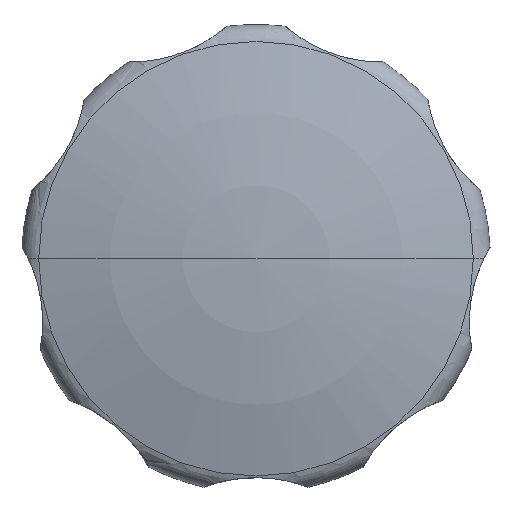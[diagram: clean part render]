
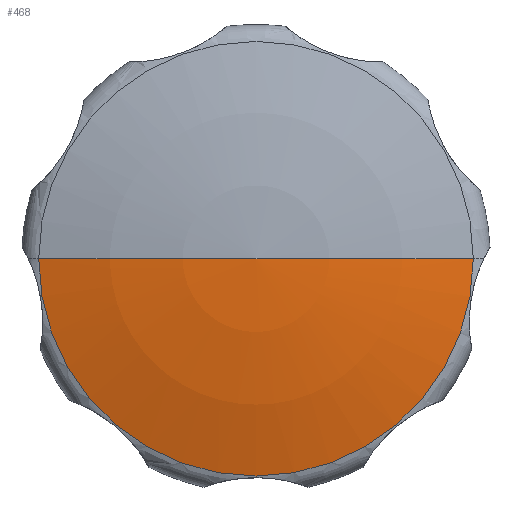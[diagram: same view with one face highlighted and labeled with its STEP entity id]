
A CAD part, top view. The second image highlights one B-rep face of the part: STEP entity #468.
In plain terms, the highlighted spherical face has radius 67.309 mm.
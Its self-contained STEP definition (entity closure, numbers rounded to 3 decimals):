
#310=VERTEX_POINT('',#724);
#354=VERTEX_POINT('',#770);
#390=EDGE_CURVE('',#492,#310,#809,.T.);
#468=ADVANCED_FACE('',(#893),#894,.T.);
#470=EDGE_CURVE('',#354,#310,#896,.T.);
#492=VERTEX_POINT('',#920);
#512=EDGE_CURVE('',#354,#492,#941,.T.);
#724=CARTESIAN_POINT('',(18.551,0.,33.393));
#770=CARTESIAN_POINT('',(-18.551,0.,33.393));
#809=CIRCLE('',#1586,67.309);
#893=FACE_OUTER_BOUND('',#1837,.T.);
#894=SPHERICAL_SURFACE('',#1838,67.309);
#896=CIRCLE('',#1841,18.551);
#920=CARTESIAN_POINT('',(0.,0.,36.0));
#941=CIRCLE('',#1979,67.309);
#1586=AXIS2_PLACEMENT_3D('',#2439,#2440,#2441);
#1837=EDGE_LOOP('',(#2521,#2522,#2523));
#1838=AXIS2_PLACEMENT_3D('',#2524,#2525,#2526);
#1841=AXIS2_PLACEMENT_3D('',#2527,#2528,#2529);
#1979=AXIS2_PLACEMENT_3D('',#2566,#2567,#2568);
#2439=CARTESIAN_POINT('',(0.,0.,-31.309));
#2440=DIRECTION('',(0.,1.0,0.));
#2441=DIRECTION('',(0.0,0.,-1.0));
#2521=ORIENTED_EDGE('',*,*,#512,.F.);
#2522=ORIENTED_EDGE('',*,*,#470,.T.);
#2523=ORIENTED_EDGE('',*,*,#390,.F.);
#2524=CARTESIAN_POINT('',(0.,0.,-31.309));
#2525=DIRECTION('',(0.,0.,1.0));
#2526=DIRECTION('',(-1.0,0.,0.0));
#2527=CARTESIAN_POINT('',(0.,0.,33.393));
#2528=DIRECTION('',(0.,0.,1.0));
#2529=DIRECTION('',(-1.0,0.,0.));
#2566=CARTESIAN_POINT('',(0.,0.,-31.309));
#2567=DIRECTION('',(0.,1.0,0.));
#2568=DIRECTION('',(0.0,0.,-1.0));
